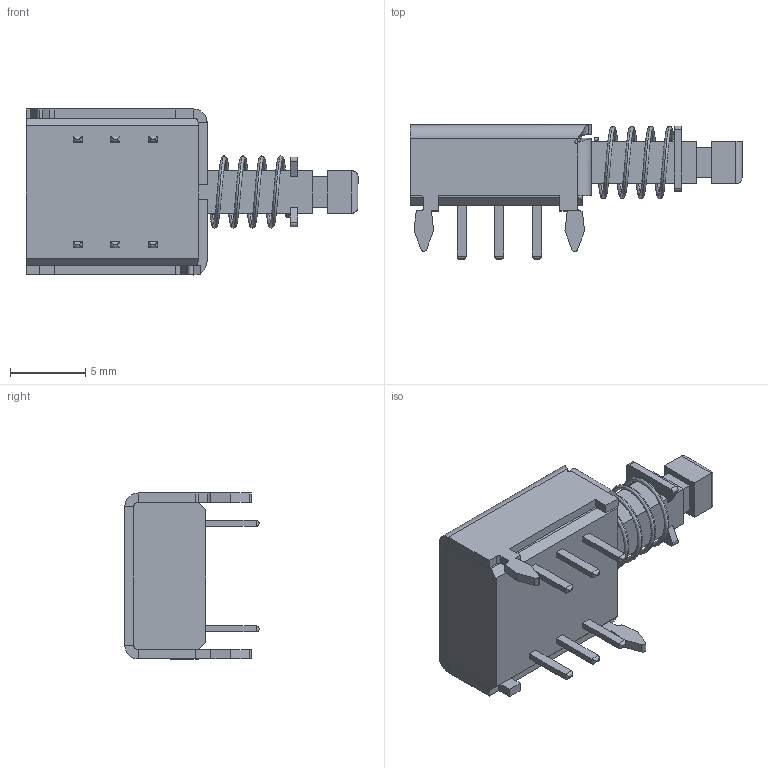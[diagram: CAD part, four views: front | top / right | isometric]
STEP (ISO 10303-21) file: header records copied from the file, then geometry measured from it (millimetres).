
FILE_DESCRIPTION (( 'STEP AP214' ), '1' );
FILE_NAME ('LC2251EENP.STEP', '2020-10-20T19:55:16', ( '' ), ( '' ), 'SwSTEP 2.0', 'SolidWorks 2017', '' );
FILE_SCHEMA (( 'AUTOMOTIVE_DESIGN' ));
Length unit declared in the file: millimetre
Products named in the file (1): LC2251EENP
Bounding box: 22 x 8.9 x 11 mm (x, y, z)
Volume: 770.1 mm3; surface area: 1249.1 mm2
Topology: 11 solids, 11 shells, 192 faces, 444 edges, 274 vertices
Faces by surface type: plane 127, cylinder 55, bspline 8, sphere 2
Entity records: 6544 total; most frequent: CARTESIAN_POINT 2199, ORIENTED_EDGE 884, DIRECTION 814, EDGE_CURVE 442, VECTOR 344, LINE 344, VERTEX_POINT 274, AXIS2_PLACEMENT_3D 235
